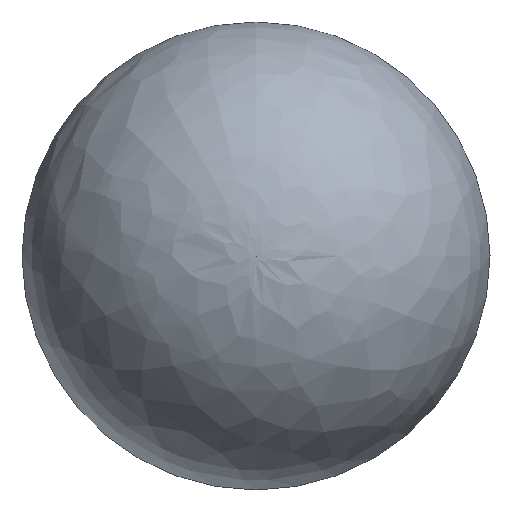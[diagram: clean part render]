
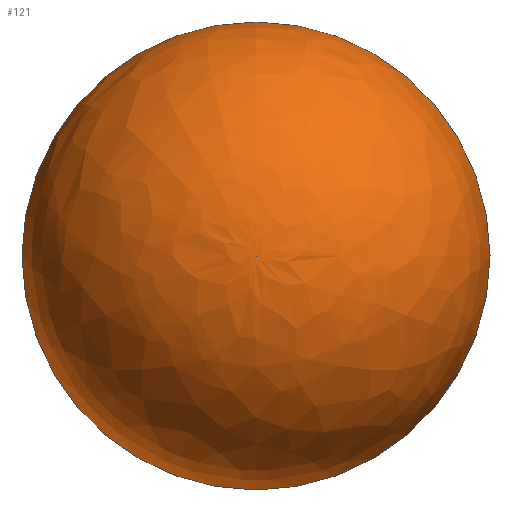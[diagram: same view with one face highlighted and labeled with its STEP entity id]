
A CAD part, left-side view. The second image highlights one B-rep face of the part: STEP entity #121.
In plain terms, the highlighted free-form (B-spline) face has degree [2, 2] with [3, 9] control points.
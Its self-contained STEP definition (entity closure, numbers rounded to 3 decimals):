
#14=(
BOUNDED_CURVE()
B_SPLINE_CURVE(2,(#236,#237,#238),.UNSPECIFIED.,.F.,.F.)
B_SPLINE_CURVE_WITH_KNOTS((3,3),(0.051,1.572),
 .UNSPECIFIED.)
CURVE()
GEOMETRIC_REPRESENTATION_ITEM()
RATIONAL_B_SPLINE_CURVE((1.,0.724,1.))
REPRESENTATION_ITEM('')
);
#15=(
BOUNDED_SURFACE()
B_SPLINE_SURFACE(2,2,((#204,#205,#206,#207,#208,#209,#210,#211,#212),(#213,
#214,#215,#216,#217,#218,#219,#220,#221),(#222,#223,#224,#225,#226,#227,
#228,#229,#230)),.UNSPECIFIED.,.F.,.T.,.F.)
B_SPLINE_SURFACE_WITH_KNOTS((3,3),(3,2,2,2,3),(-1.572,-0.051),
(-3.142,-1.571,0.,1.571,3.142),
 .UNSPECIFIED.)
GEOMETRIC_REPRESENTATION_ITEM()
RATIONAL_B_SPLINE_SURFACE(((1.,0.707,1.,0.707,1.,
0.707,1.,0.707,1.),(0.724,0.512,
0.724,0.512,0.724,0.512,
0.724,0.512,0.724),(1.,0.707,
1.,0.707,1.,0.707,1.,0.707,1.)))
REPRESENTATION_ITEM('')
SURFACE()
);
#36=FACE_OUTER_BOUND('',#50,.T.);
#50=EDGE_LOOP('',(#95,#96,#97,#98));
#61=CIRCLE('',#144,7.9);
#62=CIRCLE('',#145,7.9);
#70=VERTEX_POINT('',#231);
#71=VERTEX_POINT('',#232);
#72=VERTEX_POINT('',#235);
#80=EDGE_CURVE('',#70,#71,#61,.T.);
#81=EDGE_CURVE('',#71,#70,#62,.T.);
#82=EDGE_CURVE('',#71,#72,#14,.T.);
#95=ORIENTED_EDGE('',*,*,#80,.F.);
#96=ORIENTED_EDGE('',*,*,#81,.F.);
#97=ORIENTED_EDGE('',*,*,#82,.T.);
#98=ORIENTED_EDGE('',*,*,#82,.F.);
#121=ADVANCED_FACE('',(#36),#15,.F.);
#144=AXIS2_PLACEMENT_3D('',#233,#175,#176);
#145=AXIS2_PLACEMENT_3D('',#234,#177,#178);
#175=DIRECTION('center_axis',(1.,0.,0.));
#176=DIRECTION('ref_axis',(0.,0.,-1.));
#177=DIRECTION('center_axis',(1.,0.,0.));
#178=DIRECTION('ref_axis',(0.,0.,-1.));
#204=CARTESIAN_POINT('Ctrl Pts',(-21.5,0.,0.));
#205=CARTESIAN_POINT('Ctrl Pts',(-21.5,0.,0.));
#206=CARTESIAN_POINT('Ctrl Pts',(-21.5,0.,0.));
#207=CARTESIAN_POINT('Ctrl Pts',(-21.5,0.,0.));
#208=CARTESIAN_POINT('Ctrl Pts',(-21.5,0.,0.));
#209=CARTESIAN_POINT('Ctrl Pts',(-21.5,0.,0.));
#210=CARTESIAN_POINT('Ctrl Pts',(-21.5,0.,0.));
#211=CARTESIAN_POINT('Ctrl Pts',(-21.5,0.,0.));
#212=CARTESIAN_POINT('Ctrl Pts',(-21.5,0.,0.));
#213=CARTESIAN_POINT('Ctrl Pts',(-21.51,0.,
7.519));
#214=CARTESIAN_POINT('Ctrl Pts',(-21.51,-7.519,7.519));
#215=CARTESIAN_POINT('Ctrl Pts',(-21.51,-7.519,0.));
#216=CARTESIAN_POINT('Ctrl Pts',(-21.51,-7.519,-7.519));
#217=CARTESIAN_POINT('Ctrl Pts',(-21.51,0.,
-7.519));
#218=CARTESIAN_POINT('Ctrl Pts',(-21.51,7.519,-7.519));
#219=CARTESIAN_POINT('Ctrl Pts',(-21.51,7.519,0.));
#220=CARTESIAN_POINT('Ctrl Pts',(-21.51,7.519,7.519));
#221=CARTESIAN_POINT('Ctrl Pts',(-21.51,0.,
7.519));
#222=CARTESIAN_POINT('Ctrl Pts',(-14.,0.,7.9));
#223=CARTESIAN_POINT('Ctrl Pts',(-14.,-7.9,7.9));
#224=CARTESIAN_POINT('Ctrl Pts',(-14.,-7.9,0.));
#225=CARTESIAN_POINT('Ctrl Pts',(-14.,-7.9,-7.9));
#226=CARTESIAN_POINT('Ctrl Pts',(-14.,0.,-7.9));
#227=CARTESIAN_POINT('Ctrl Pts',(-14.,7.9,-7.9));
#228=CARTESIAN_POINT('Ctrl Pts',(-14.,7.9,0.));
#229=CARTESIAN_POINT('Ctrl Pts',(-14.,7.9,7.9));
#230=CARTESIAN_POINT('Ctrl Pts',(-14.,0.,7.9));
#231=CARTESIAN_POINT('',(-14.,7.9,0.));
#232=CARTESIAN_POINT('',(-14.,0.,7.9));
#233=CARTESIAN_POINT('Origin',(-14.,0.,0.));
#234=CARTESIAN_POINT('Origin',(-14.,0.,0.));
#235=CARTESIAN_POINT('',(-21.5,0.,0.));
#236=CARTESIAN_POINT('Ctrl Pts',(-14.,0.,7.9));
#237=CARTESIAN_POINT('Ctrl Pts',(-21.51,0.,
7.519));
#238=CARTESIAN_POINT('Ctrl Pts',(-21.5,0.,0.));
